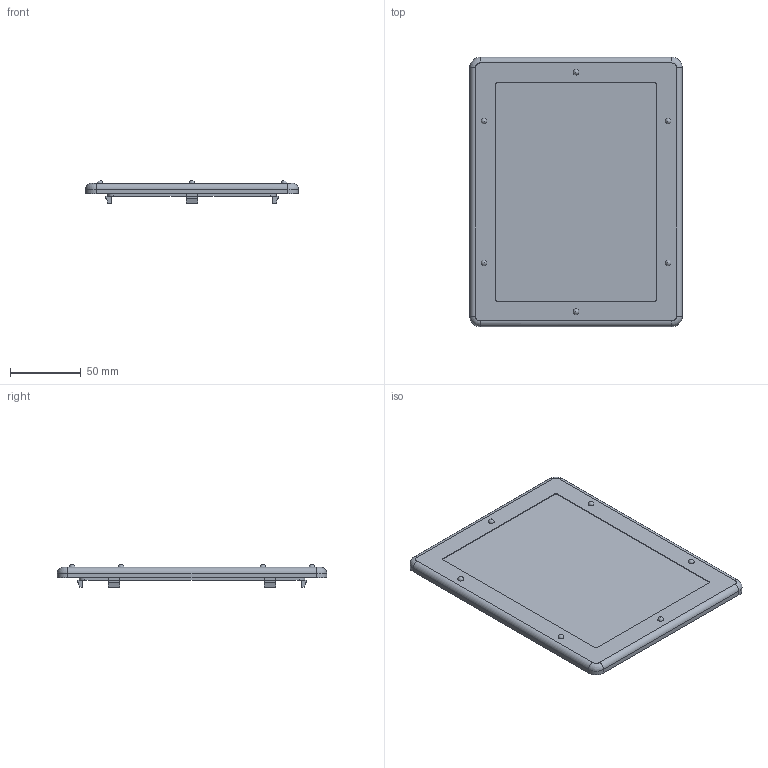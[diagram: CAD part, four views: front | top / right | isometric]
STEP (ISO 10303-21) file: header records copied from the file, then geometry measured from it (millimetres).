
FILE_DESCRIPTION (( 'STEP AP203' ), '1' );
FILE_NAME ('SC03 SEFFAF Oring Siyah.STEP', '2022-06-23T13:27:02', ( '' ), ( '' ), 'SwSTEP 2.0', 'SolidWorks 2021', '' );
FILE_SCHEMA (( 'CONFIG_CONTROL_DESIGN' ));
Length unit declared in the file: millimetre
Products named in the file (1): SC03 SEFFAF Oring Siyah
Bounding box: 150 x 190 x 16.09 mm (x, y, z)
Surface area: 82734.1 mm2 (no closed solid volume)
Topology: 0 solids, 3 shells, 160 faces, 484 edges, 318 vertices
Faces by surface type: plane 98, cylinder 44, torus 12, sphere 6
Entity records: 5711 total; most frequent: CARTESIAN_POINT 1521, ORIENTED_EDGE 872, DIRECTION 790, EDGE_CURVE 468, VERTEX_POINT 308, LINE 292, VECTOR 292, AXIS2_PLACEMENT_3D 249
